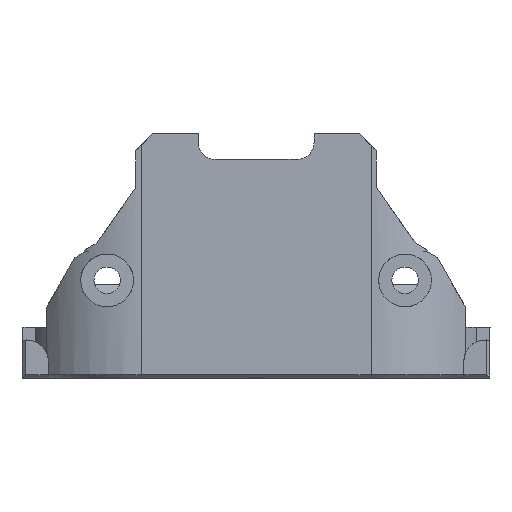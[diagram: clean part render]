
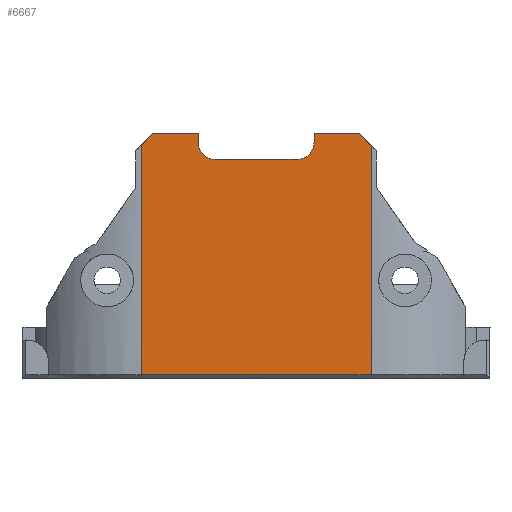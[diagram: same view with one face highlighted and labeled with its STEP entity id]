
A CAD part, front view. The second image highlights one B-rep face of the part: STEP entity #6667.
In plain terms, the highlighted planar face has unit normal (0, -1, 0).
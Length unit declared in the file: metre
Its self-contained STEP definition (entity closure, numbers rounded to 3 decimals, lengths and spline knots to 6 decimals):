
#196=CIRCLE('',#7100,0.002);
#197=CIRCLE('',#7102,0.002);
#637=ORIENTED_EDGE('',*,*,#2486,.F.);
#638=ORIENTED_EDGE('',*,*,#2470,.F.);
#639=ORIENTED_EDGE('',*,*,#2492,.F.);
#640=ORIENTED_EDGE('',*,*,#2493,.T.);
#641=ORIENTED_EDGE('',*,*,#2494,.F.);
#642=ORIENTED_EDGE('',*,*,#2495,.F.);
#643=ORIENTED_EDGE('',*,*,#2303,.F.);
#644=ORIENTED_EDGE('',*,*,#2496,.F.);
#645=ORIENTED_EDGE('',*,*,#2497,.F.);
#646=ORIENTED_EDGE('',*,*,#2490,.F.);
#647=ORIENTED_EDGE('',*,*,#2284,.F.);
#648=ORIENTED_EDGE('',*,*,#2489,.F.);
#2284=EDGE_CURVE('',#3237,#3235,#3892,.T.);
#2303=EDGE_CURVE('',#3250,#3251,#3909,.T.);
#2470=EDGE_CURVE('',#3403,#3404,#4050,.T.);
#2486=EDGE_CURVE('',#3404,#3412,#4059,.T.);
#2489=EDGE_CURVE('',#3412,#3237,#4061,.T.);
#2490=EDGE_CURVE('',#3235,#3414,#196,.T.);
#2492=EDGE_CURVE('',#3415,#3403,#4063,.T.);
#2493=EDGE_CURVE('',#3415,#3416,#4064,.T.);
#2494=EDGE_CURVE('',#3417,#3416,#4065,.T.);
#2495=EDGE_CURVE('',#3251,#3417,#4066,.T.);
#2496=EDGE_CURVE('',#3418,#3250,#197,.T.);
#2497=EDGE_CURVE('',#3414,#3418,#4067,.T.);
#3235=VERTEX_POINT('',#9539);
#3237=VERTEX_POINT('',#9544);
#3250=VERTEX_POINT('',#9582);
#3251=VERTEX_POINT('',#9584);
#3403=VERTEX_POINT('',#9949);
#3404=VERTEX_POINT('',#9951);
#3412=VERTEX_POINT('',#9983);
#3414=VERTEX_POINT('',#9991);
#3415=VERTEX_POINT('',#9995);
#3416=VERTEX_POINT('',#9997);
#3417=VERTEX_POINT('',#9999);
#3418=VERTEX_POINT('',#10002);
#3892=LINE('',#9545,#4685);
#3909=LINE('',#9583,#4702);
#4050=LINE('',#9950,#4843);
#4059=LINE('',#9982,#4852);
#4061=LINE('',#9988,#4854);
#4063=LINE('',#9994,#4856);
#4064=LINE('',#9996,#4857);
#4065=LINE('',#9998,#4858);
#4066=LINE('',#10000,#4859);
#4067=LINE('',#10003,#4860);
#4685=VECTOR('',#7665,1.);
#4702=VECTOR('',#7698,1.);
#4843=VECTOR('',#7903,1.);
#4852=VECTOR('',#7942,1.);
#4854=VECTOR('',#7948,1.);
#4856=VECTOR('',#7956,1.);
#4857=VECTOR('',#7957,1.);
#4858=VECTOR('',#7958,1.);
#4859=VECTOR('',#7959,1.);
#4860=VECTOR('',#7962,1.);
#5468=EDGE_LOOP('',(#637,#638,#639,#640,#641,#642,#643,#644,#645,#646,#647,
#648));
#5920=FACE_BOUND('',#5468,.T.);
#6353=PLANE('',#7101);
#6667=ADVANCED_FACE('',(#5920),#6353,.T.);
#7100=AXIS2_PLACEMENT_3D('',#9990,#7951,#7952);
#7101=AXIS2_PLACEMENT_3D('',#9993,#7954,#7955);
#7102=AXIS2_PLACEMENT_3D('',#10001,#7960,#7961);
#7665=DIRECTION('',(0.,0.,-1.));
#7698=DIRECTION('',(0.,0.,1.));
#7903=DIRECTION('',(0.,0.,1.));
#7942=DIRECTION('',(0.707,0.,0.707));
#7948=DIRECTION('',(1.,0.,0.));
#7951=DIRECTION('',(0.,-1.,0.));
#7952=DIRECTION('',(-0.707,0.,-0.707));
#7954=DIRECTION('',(0.,-1.,0.));
#7955=DIRECTION('',(1.,0.,0.));
#7956=DIRECTION('',(-1.,0.,0.));
#7957=DIRECTION('',(0.,0.,1.));
#7958=DIRECTION('',(0.707,0.,-0.707));
#7959=DIRECTION('',(1.,0.,0.));
#7960=DIRECTION('',(0.,-1.,0.));
#7961=DIRECTION('',(0.707,0.,-0.707));
#7962=DIRECTION('',(1.,0.,0.));
#9539=CARTESIAN_POINT('',(-0.006812,-0.151704,0.10963));
#9544=CARTESIAN_POINT('',(-0.006812,-0.151704,0.110636));
#9545=CARTESIAN_POINT('',(-0.006812,-0.151704,0.0906));
#9582=CARTESIAN_POINT('',(0.006812,-0.151704,0.10963));
#9583=CARTESIAN_POINT('',(0.006812,-0.151704,0.0906));
#9584=CARTESIAN_POINT('',(0.006812,-0.151704,0.110636));
#9949=CARTESIAN_POINT('',(-0.0135,-0.151704,0.082312));
#9950=CARTESIAN_POINT('',(-0.0135,-0.151704,0.076912));
#9951=CARTESIAN_POINT('',(-0.0135,-0.151704,0.109276));
#9982=CARTESIAN_POINT('',(-0.021411,-0.151704,0.101365));
#9983=CARTESIAN_POINT('',(-0.01214,-0.151704,0.110636));
#9988=CARTESIAN_POINT('',(-0.00675,-0.151704,0.110636));
#9990=CARTESIAN_POINT('',(-0.004812,-0.151704,0.10963));
#9991=CARTESIAN_POINT('',(-0.004812,-0.151704,0.10763));
#9993=CARTESIAN_POINT('',(-0.0135,-0.151704,0.076912));
#9994=CARTESIAN_POINT('',(-0.012041,-0.151704,0.082312));
#9995=CARTESIAN_POINT('',(0.0135,-0.151704,0.082312));
#9996=CARTESIAN_POINT('',(0.0135,-0.151704,0.076912));
#9997=CARTESIAN_POINT('',(0.0135,-0.151704,0.109276));
#9998=CARTESIAN_POINT('',(0.01466,-0.151704,0.108115));
#9999=CARTESIAN_POINT('',(0.012139,-0.151704,0.110636));
#10000=CARTESIAN_POINT('',(-0.00675,-0.151704,0.110636));
#10001=CARTESIAN_POINT('',(0.004812,-0.151704,0.10963));
#10002=CARTESIAN_POINT('',(0.004812,-0.151704,0.10763));
#10003=CARTESIAN_POINT('',(-0.012041,-0.151704,0.10763));
